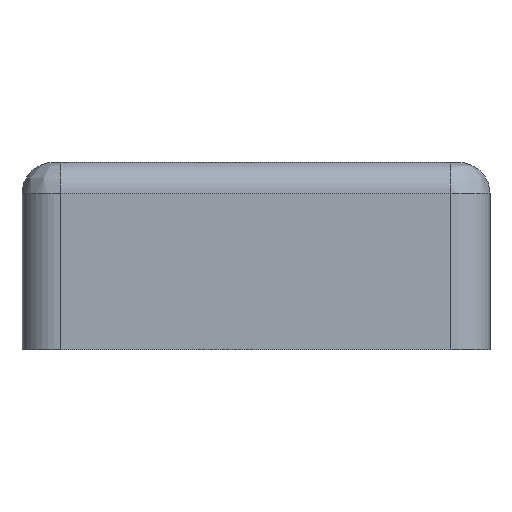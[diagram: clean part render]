
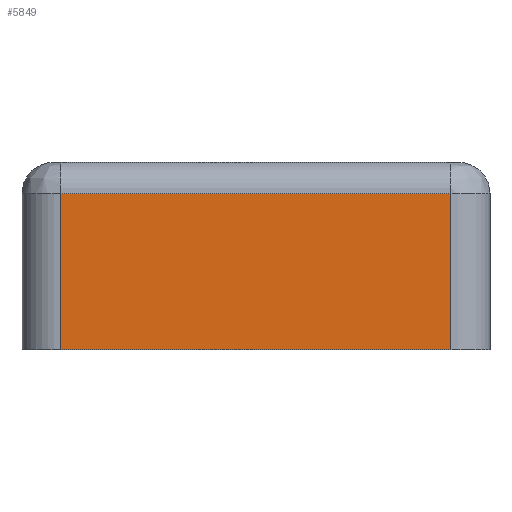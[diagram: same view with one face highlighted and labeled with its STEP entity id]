
A CAD part, front view. The second image highlights one B-rep face of the part: STEP entity #5849.
In plain terms, the highlighted planar face has unit normal (0, -1, 0).
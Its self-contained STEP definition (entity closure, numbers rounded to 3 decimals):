
#136 = PLANE('',#137);
#137 = AXIS2_PLACEMENT_3D('',#138,#139,#140);
#138 = CARTESIAN_POINT('',(15.,30.,0.));
#139 = DIRECTION('',(0.,0.,-1.));
#140 = DIRECTION('',(0.,-1.,0.));
#2952 = VERTEX_POINT('',#2953);
#2953 = CARTESIAN_POINT('',(12.5,-30.,0.));
#2968 = CYLINDRICAL_SURFACE('',#2969,2.5);
#2969 = AXIS2_PLACEMENT_3D('',#2970,#2971,#2972);
#2970 = CARTESIAN_POINT('',(12.5,-27.5,12.));
#2971 = DIRECTION('',(0.,0.,1.));
#2972 = DIRECTION('',(-1.,0.,0.));
#2980 = EDGE_CURVE('',#2952,#2981,#2983,.T.);
#2981 = VERTEX_POINT('',#2982);
#2982 = CARTESIAN_POINT('',(-12.5,-30.,0.));
#2983 = SURFACE_CURVE('',#2984,(#2988,#2995),.PCURVE_S1.);
#2984 = LINE('',#2985,#2986);
#2985 = CARTESIAN_POINT('',(15.,-30.,0.));
#2986 = VECTOR('',#2987,1.);
#2987 = DIRECTION('',(-1.,0.,-0.));
#2988 = PCURVE('',#136,#2989);
#2989 = DEFINITIONAL_REPRESENTATION('',(#2990),#2994);
#2990 = LINE('',#2991,#2992);
#2991 = CARTESIAN_POINT('',(60.,0.));
#2992 = VECTOR('',#2993,1.);
#2993 = DIRECTION('',(0.,1.));
#2994 = ( GEOMETRIC_REPRESENTATION_CONTEXT(2) 
PARAMETRIC_REPRESENTATION_CONTEXT() REPRESENTATION_CONTEXT('2D SPACE',''
  ) );
#2995 = PCURVE('',#2996,#3001);
#2996 = PLANE('',#2997);
#2997 = AXIS2_PLACEMENT_3D('',#2998,#2999,#3000);
#2998 = CARTESIAN_POINT('',(-15.,-30.,12.));
#2999 = DIRECTION('',(0.,1.,0.));
#3000 = DIRECTION('',(0.,0.,-1.));
#3001 = DEFINITIONAL_REPRESENTATION('',(#3002),#3006);
#3002 = LINE('',#3003,#3004);
#3003 = CARTESIAN_POINT('',(12.,-30.));
#3004 = VECTOR('',#3005,1.);
#3005 = DIRECTION('',(0.,1.));
#3006 = ( GEOMETRIC_REPRESENTATION_CONTEXT(2) 
PARAMETRIC_REPRESENTATION_CONTEXT() REPRESENTATION_CONTEXT('2D SPACE',''
  ) );
#3023 = CYLINDRICAL_SURFACE('',#3024,2.5);
#3024 = AXIS2_PLACEMENT_3D('',#3025,#3026,#3027);
#3025 = CARTESIAN_POINT('',(-12.5,-27.5,12.));
#3026 = DIRECTION('',(0.,0.,1.));
#3027 = DIRECTION('',(-1.,0.,0.));
#5766 = EDGE_CURVE('',#2981,#5767,#5769,.T.);
#5767 = VERTEX_POINT('',#5768);
#5768 = CARTESIAN_POINT('',(-12.5,-30.,10.));
#5769 = SURFACE_CURVE('',#5770,(#5774,#5781),.PCURVE_S1.);
#5770 = LINE('',#5771,#5772);
#5771 = CARTESIAN_POINT('',(-12.5,-30.,12.));
#5772 = VECTOR('',#5773,1.);
#5773 = DIRECTION('',(-0.,-0.,1.));
#5774 = PCURVE('',#3023,#5775);
#5775 = DEFINITIONAL_REPRESENTATION('',(#5776),#5780);
#5776 = LINE('',#5777,#5778);
#5777 = CARTESIAN_POINT('',(1.571,0.));
#5778 = VECTOR('',#5779,1.);
#5779 = DIRECTION('',(0.,1.));
#5780 = ( GEOMETRIC_REPRESENTATION_CONTEXT(2) 
PARAMETRIC_REPRESENTATION_CONTEXT() REPRESENTATION_CONTEXT('2D SPACE',''
  ) );
#5781 = PCURVE('',#2996,#5782);
#5782 = DEFINITIONAL_REPRESENTATION('',(#5783),#5787);
#5783 = LINE('',#5784,#5785);
#5784 = CARTESIAN_POINT('',(0.,-2.5));
#5785 = VECTOR('',#5786,1.);
#5786 = DIRECTION('',(-1.,0.));
#5787 = ( GEOMETRIC_REPRESENTATION_CONTEXT(2) 
PARAMETRIC_REPRESENTATION_CONTEXT() REPRESENTATION_CONTEXT('2D SPACE',''
  ) );
#5849 = ADVANCED_FACE('',(#5850),#2996,.F.);
#5850 = FACE_BOUND('',#5851,.T.);
#5851 = EDGE_LOOP('',(#5852,#5880,#5881,#5882));
#5852 = ORIENTED_EDGE('',*,*,#5853,.F.);
#5853 = EDGE_CURVE('',#5767,#5854,#5856,.T.);
#5854 = VERTEX_POINT('',#5855);
#5855 = CARTESIAN_POINT('',(12.5,-30.,10.));
#5856 = SURFACE_CURVE('',#5857,(#5861,#5868),.PCURVE_S1.);
#5857 = LINE('',#5858,#5859);
#5858 = CARTESIAN_POINT('',(-15.,-30.,10.));
#5859 = VECTOR('',#5860,1.);
#5860 = DIRECTION('',(1.,0.,0.));
#5861 = PCURVE('',#2996,#5862);
#5862 = DEFINITIONAL_REPRESENTATION('',(#5863),#5867);
#5863 = LINE('',#5864,#5865);
#5864 = CARTESIAN_POINT('',(2.,0.));
#5865 = VECTOR('',#5866,1.);
#5866 = DIRECTION('',(0.,-1.));
#5867 = ( GEOMETRIC_REPRESENTATION_CONTEXT(2) 
PARAMETRIC_REPRESENTATION_CONTEXT() REPRESENTATION_CONTEXT('2D SPACE',''
  ) );
#5868 = PCURVE('',#5869,#5874);
#5869 = CYLINDRICAL_SURFACE('',#5870,2.);
#5870 = AXIS2_PLACEMENT_3D('',#5871,#5872,#5873);
#5871 = CARTESIAN_POINT('',(15.,-28.,10.));
#5872 = DIRECTION('',(-1.,0.,0.));
#5873 = DIRECTION('',(0.,1.,0.));
#5874 = DEFINITIONAL_REPRESENTATION('',(#5875),#5879);
#5875 = LINE('',#5876,#5877);
#5876 = CARTESIAN_POINT('',(3.142,30.));
#5877 = VECTOR('',#5878,1.);
#5878 = DIRECTION('',(0.,-1.));
#5879 = ( GEOMETRIC_REPRESENTATION_CONTEXT(2) 
PARAMETRIC_REPRESENTATION_CONTEXT() REPRESENTATION_CONTEXT('2D SPACE',''
  ) );
#5880 = ORIENTED_EDGE('',*,*,#5766,.F.);
#5881 = ORIENTED_EDGE('',*,*,#2980,.F.);
#5882 = ORIENTED_EDGE('',*,*,#5883,.F.);
#5883 = EDGE_CURVE('',#5854,#2952,#5884,.T.);
#5884 = SURFACE_CURVE('',#5885,(#5889,#5896),.PCURVE_S1.);
#5885 = LINE('',#5886,#5887);
#5886 = CARTESIAN_POINT('',(12.5,-30.,12.));
#5887 = VECTOR('',#5888,1.);
#5888 = DIRECTION('',(-0.,0.,-1.));
#5889 = PCURVE('',#2996,#5890);
#5890 = DEFINITIONAL_REPRESENTATION('',(#5891),#5895);
#5891 = LINE('',#5892,#5893);
#5892 = CARTESIAN_POINT('',(0.,-27.5));
#5893 = VECTOR('',#5894,1.);
#5894 = DIRECTION('',(1.,0.));
#5895 = ( GEOMETRIC_REPRESENTATION_CONTEXT(2) 
PARAMETRIC_REPRESENTATION_CONTEXT() REPRESENTATION_CONTEXT('2D SPACE',''
  ) );
#5896 = PCURVE('',#2968,#5897);
#5897 = DEFINITIONAL_REPRESENTATION('',(#5898),#5902);
#5898 = LINE('',#5899,#5900);
#5899 = CARTESIAN_POINT('',(1.571,0.));
#5900 = VECTOR('',#5901,1.);
#5901 = DIRECTION('',(0.,-1.));
#5902 = ( GEOMETRIC_REPRESENTATION_CONTEXT(2) 
PARAMETRIC_REPRESENTATION_CONTEXT() REPRESENTATION_CONTEXT('2D SPACE',''
  ) );
